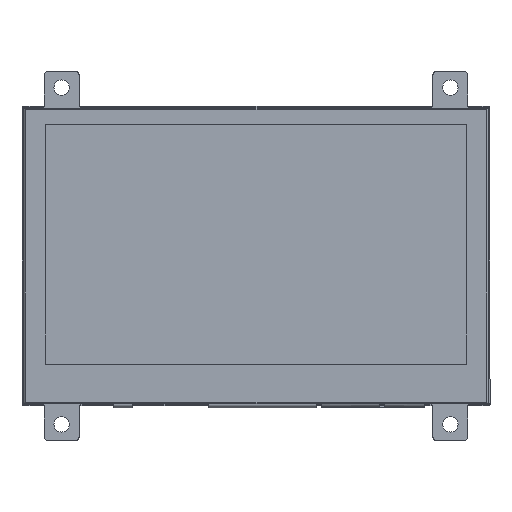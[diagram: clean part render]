
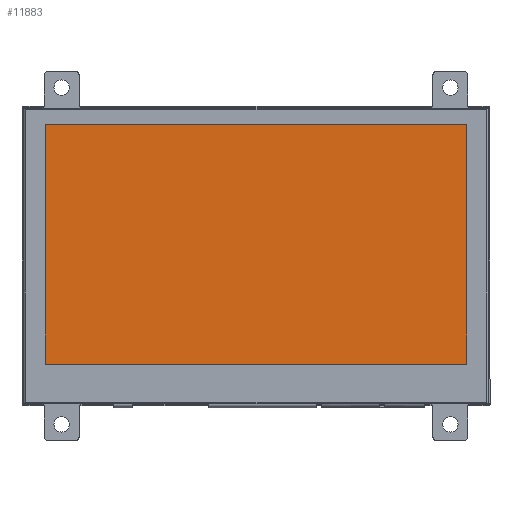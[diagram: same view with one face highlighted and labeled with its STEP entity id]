
A CAD part, top view. The second image highlights one B-rep face of the part: STEP entity #11883.
In plain terms, the highlighted planar face has unit normal (0, 0, 1).
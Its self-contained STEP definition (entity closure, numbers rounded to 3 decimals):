
#769=PLANE('',#12844);
#1274=FACE_OUTER_BOUND('',#1892,.T.);
#1892=EDGE_LOOP('',(#9537,#9538,#9539,#9540));
#2932=LINE('',#18185,#4372);
#2936=LINE('',#18193,#4376);
#2939=LINE('',#18199,#4379);
#2942=LINE('',#18204,#4382);
#4372=VECTOR('',#14763,10.);
#4376=VECTOR('',#14769,10.);
#4379=VECTOR('',#14774,10.);
#4382=VECTOR('',#14779,10.);
#5640=VERTEX_POINT('',#18183);
#5641=VERTEX_POINT('',#18184);
#5644=VERTEX_POINT('',#18192);
#5646=VERTEX_POINT('',#18198);
#7040=EDGE_CURVE('',#5640,#5641,#2932,.T.);
#7044=EDGE_CURVE('',#5644,#5640,#2936,.T.);
#7047=EDGE_CURVE('',#5646,#5644,#2939,.T.);
#7050=EDGE_CURVE('',#5641,#5646,#2942,.T.);
#9537=ORIENTED_EDGE('',*,*,#7050,.F.);
#9538=ORIENTED_EDGE('',*,*,#7040,.F.);
#9539=ORIENTED_EDGE('',*,*,#7044,.F.);
#9540=ORIENTED_EDGE('',*,*,#7047,.F.);
#11883=ADVANCED_FACE('',(#1274),#769,.T.);
#12844=AXIS2_PLACEMENT_3D('',#18207,#14783,#14784);
#14763=DIRECTION('',(0.,1.,0.));
#14769=DIRECTION('',(-1.,0.,0.));
#14774=DIRECTION('',(0.,-1.,0.));
#14779=DIRECTION('',(1.,0.,0.));
#14783=DIRECTION('center_axis',(0.,0.,1.));
#14784=DIRECTION('ref_axis',(1.,0.,0.));
#18183=CARTESIAN_POINT('',(-47.82,-27.23,1.1));
#18184=CARTESIAN_POINT('',(-47.82,27.23,1.1));
#18185=CARTESIAN_POINT('',(-47.82,-27.23,1.1));
#18192=CARTESIAN_POINT('',(47.82,-27.23,1.1));
#18193=CARTESIAN_POINT('',(47.82,-27.23,1.1));
#18198=CARTESIAN_POINT('',(47.82,27.23,1.1));
#18199=CARTESIAN_POINT('',(47.82,27.23,1.1));
#18204=CARTESIAN_POINT('',(-47.82,27.23,1.1));
#18207=CARTESIAN_POINT('Origin',(0.,0.,
1.1));
